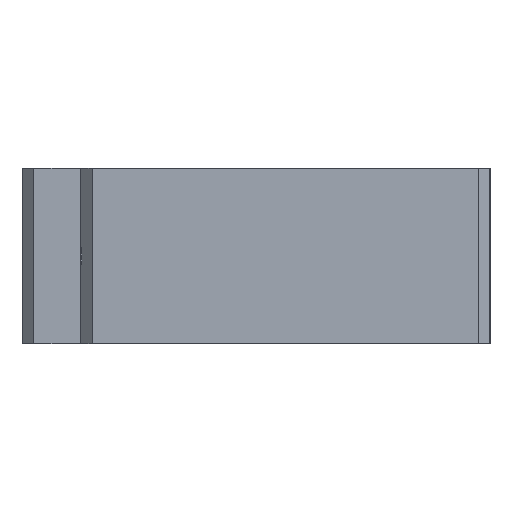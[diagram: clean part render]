
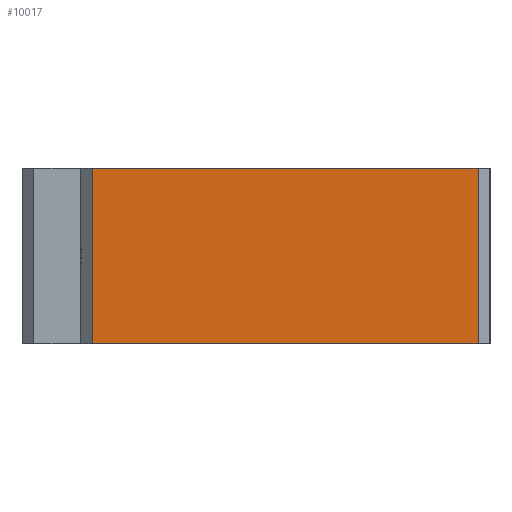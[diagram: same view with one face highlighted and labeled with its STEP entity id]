
A CAD part, left-side view. The second image highlights one B-rep face of the part: STEP entity #10017.
In plain terms, the highlighted planar face has unit normal (-1, 0, 0).
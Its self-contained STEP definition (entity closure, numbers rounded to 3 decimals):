
#1648 = VECTOR ( 'NONE', #11117, 1000. ) ;
#2767 = VERTEX_POINT ( 'NONE', #12516 ) ;
#4136 = ORIENTED_EDGE ( 'NONE', *, *, #23272, .F. ) ;
#4230 = CARTESIAN_POINT ( 'NONE',  ( -158.778, -2.989, 15. ) ) ;
#5307 = ORIENTED_EDGE ( 'NONE', *, *, #29660, .F. ) ;
#5484 = EDGE_LOOP ( 'NONE', ( #4136, #16463, #12010, #5307 ) ) ;
#5735 = EDGE_CURVE ( 'NONE', #19170, #28007, #20716, .T. ) ;
#5904 = CARTESIAN_POINT ( 'NONE',  ( -158.778, -2.989, 15. ) ) ;
#6039 = CARTESIAN_POINT ( 'NONE',  ( -158.778, 75.011, 15. ) ) ;
#8781 = EDGE_CURVE ( 'NONE', #9112, #19170, #23118, .T. ) ;
#9112 = VERTEX_POINT ( 'NONE', #5904 ) ;
#10017 = ADVANCED_FACE ( 'NONE', ( #18019 ), #12007, .F. ) ;
#10249 = DIRECTION ( 'NONE',  ( 0., 1., 0. ) ) ;
#11117 = DIRECTION ( 'NONE',  ( 0., 0., -1. ) ) ;
#11614 = DIRECTION ( 'NONE',  ( 0., 0., -1. ) ) ;
#12007 = PLANE ( 'NONE',  #21364 ) ;
#12010 = ORIENTED_EDGE ( 'NONE', *, *, #5735, .T. ) ;
#12516 = CARTESIAN_POINT ( 'NONE',  ( -158.778, -2.989, -15. ) ) ;
#12552 = CARTESIAN_POINT ( 'NONE',  ( -158.778, -2.989, -15. ) ) ;
#12572 = LINE ( 'NONE', #12552, #22731 ) ;
#16459 = CARTESIAN_POINT ( 'NONE',  ( -158.778, -2.989, 15. ) ) ;
#16463 = ORIENTED_EDGE ( 'NONE', *, *, #8781, .T. ) ;
#16953 = VECTOR ( 'NONE', #24534, 1000. ) ;
#18019 = FACE_OUTER_BOUND ( 'NONE', #5484, .T. ) ;
#19170 = VERTEX_POINT ( 'NONE', #25690 ) ;
#20716 = LINE ( 'NONE', #21371, #29786 ) ;
#21210 = DIRECTION ( 'NONE',  ( 1., 0., 0. ) ) ;
#21364 = AXIS2_PLACEMENT_3D ( 'NONE', #16459, #21210, #11614 ) ;
#21371 = CARTESIAN_POINT ( 'NONE',  ( -158.778, 63.011, 15. ) ) ;
#21790 = CARTESIAN_POINT ( 'NONE',  ( -158.778, 63.011, -15. ) ) ;
#22731 = VECTOR ( 'NONE', #10249, 1000. ) ;
#23118 = LINE ( 'NONE', #6039, #16953 ) ;
#23272 = EDGE_CURVE ( 'NONE', #9112, #2767, #27750, .T. ) ;
#23699 = DIRECTION ( 'NONE',  ( 0., 0., -1. ) ) ;
#24534 = DIRECTION ( 'NONE',  ( 0., 1., 0. ) ) ;
#25690 = CARTESIAN_POINT ( 'NONE',  ( -158.778, 63.011, 15. ) ) ;
#27750 = LINE ( 'NONE', #4230, #1648 ) ;
#28007 = VERTEX_POINT ( 'NONE', #21790 ) ;
#29660 = EDGE_CURVE ( 'NONE', #2767, #28007, #12572, .T. ) ;
#29786 = VECTOR ( 'NONE', #23699, 1000. ) ;
